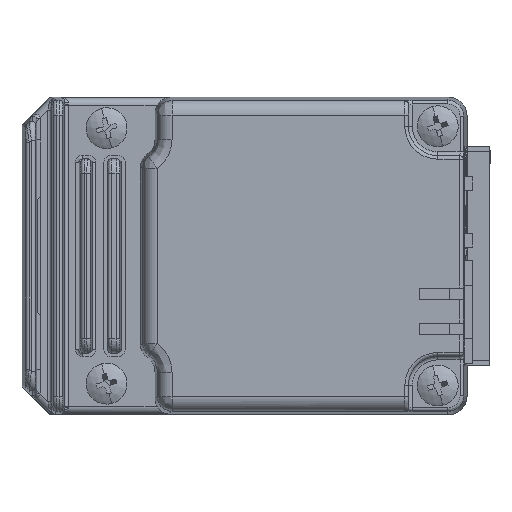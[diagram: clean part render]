
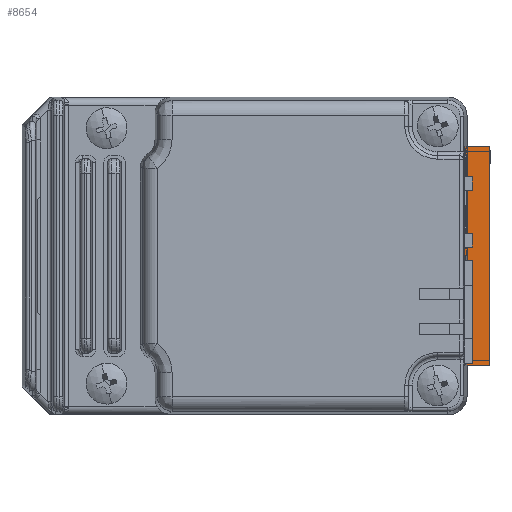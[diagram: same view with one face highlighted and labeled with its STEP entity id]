
A CAD part, front view. The second image highlights one B-rep face of the part: STEP entity #8654.
In plain terms, the highlighted planar face has unit normal (0, -1, 0).
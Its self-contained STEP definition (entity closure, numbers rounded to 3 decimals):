
#120 = EDGE_CURVE ( 'NONE', #17052, #9612, #5622, .T. ) ;
#926 = LINE ( 'NONE', #1887, #14900 ) ;
#1241 = AXIS2_PLACEMENT_3D ( 'NONE', #5604, #14771, #6917 ) ;
#1887 = CARTESIAN_POINT ( 'NONE',  ( 46.069, -73.208, 68.3 ) ) ;
#2303 = CARTESIAN_POINT ( 'NONE',  ( 33.369, -73.208, 39.5 ) ) ;
#2469 = EDGE_CURVE ( 'NONE', #13587, #9608, #9127, .T. ) ;
#2721 = ORIENTED_EDGE ( 'NONE', *, *, #9297, .F. ) ;
#3130 = ORIENTED_EDGE ( 'NONE', *, *, #9868, .F. ) ;
#3637 = VERTEX_POINT ( 'NONE', #6790 ) ;
#4392 = VECTOR ( 'NONE', #7365, 1000. ) ;
#4569 = CARTESIAN_POINT ( 'NONE',  ( 46.069, -73.208, 39.5 ) ) ;
#4886 = VECTOR ( 'NONE', #16349, 1000. ) ;
#5115 = EDGE_CURVE ( 'NONE', #13587, #15636, #10088, .T. ) ;
#5214 = DIRECTION ( 'NONE',  ( 0., 0., -1. ) ) ;
#5604 = CARTESIAN_POINT ( 'NONE',  ( 46.069, -73.208, 69.5 ) ) ;
#5611 = VECTOR ( 'NONE', #7830, 1000. ) ;
#5616 = LINE ( 'NONE', #16100, #7904 ) ;
#5622 = LINE ( 'NONE', #7186, #4392 ) ;
#5807 = DIRECTION ( 'NONE',  ( -1., 0., 0. ) ) ;
#5877 = CARTESIAN_POINT ( 'NONE',  ( 33.369, -73.208, 69.5 ) ) ;
#6790 = CARTESIAN_POINT ( 'NONE',  ( 36.469, -73.208, 68.3 ) ) ;
#6917 = DIRECTION ( 'NONE',  ( 0., 0., 1. ) ) ;
#6947 = DIRECTION ( 'NONE',  ( 0., 0., 1. ) ) ;
#6950 = CARTESIAN_POINT ( 'NONE',  ( 46.069, -73.208, 39.5 ) ) ;
#7186 = CARTESIAN_POINT ( 'NONE',  ( 46.069, -73.208, 40.7 ) ) ;
#7365 = DIRECTION ( 'NONE',  ( 1., 0., 0. ) ) ;
#7443 = CARTESIAN_POINT ( 'NONE',  ( 33.369, -73.208, 40.7 ) ) ;
#7487 = CARTESIAN_POINT ( 'NONE',  ( 46.069, -73.208, 69.5 ) ) ;
#7558 = CARTESIAN_POINT ( 'NONE',  ( 46.069, -73.208, 69.5 ) ) ;
#7830 = DIRECTION ( 'NONE',  ( 1., 0., 0. ) ) ;
#7904 = VECTOR ( 'NONE', #6947, 1000. ) ;
#8077 = EDGE_CURVE ( 'NONE', #17052, #16235, #16300, .T. ) ;
#8298 = ORIENTED_EDGE ( 'NONE', *, *, #120, .F. ) ;
#8380 = LINE ( 'NONE', #4569, #4886 ) ;
#8650 = DIRECTION ( 'NONE',  ( 0., 0., -1. ) ) ;
#8654 = ADVANCED_FACE ( 'NONE', ( #12009 ), #12145, .F. ) ;
#9127 = LINE ( 'NONE', #9141, #5611 ) ;
#9141 = CARTESIAN_POINT ( 'NONE',  ( 46.069, -73.208, 69.5 ) ) ;
#9297 = EDGE_CURVE ( 'NONE', #12574, #16235, #8380, .T. ) ;
#9608 = VERTEX_POINT ( 'NONE', #7558 ) ;
#9612 = VERTEX_POINT ( 'NONE', #16687 ) ;
#9868 = EDGE_CURVE ( 'NONE', #3637, #15636, #926, .T. ) ;
#10088 = LINE ( 'NONE', #16440, #17016 ) ;
#10339 = ORIENTED_EDGE ( 'NONE', *, *, #2469, .F. ) ;
#11428 = LINE ( 'NONE', #7487, #14874 ) ;
#11762 = CARTESIAN_POINT ( 'NONE',  ( 33.369, -73.208, 69.5 ) ) ;
#12009 = FACE_OUTER_BOUND ( 'NONE', #14482, .T. ) ;
#12145 = PLANE ( 'NONE',  #1241 ) ;
#12574 = VERTEX_POINT ( 'NONE', #6950 ) ;
#12863 = VECTOR ( 'NONE', #5214, 1000. ) ;
#13587 = VERTEX_POINT ( 'NONE', #5877 ) ;
#13675 = EDGE_CURVE ( 'NONE', #9608, #12574, #11428, .T. ) ;
#14482 = EDGE_LOOP ( 'NONE', ( #2721, #15836, #10339, #16465, #3130, #16158, #8298, #14712 ) ) ;
#14712 = ORIENTED_EDGE ( 'NONE', *, *, #8077, .T. ) ;
#14771 = DIRECTION ( 'NONE',  ( 0., 1., 0. ) ) ;
#14874 = VECTOR ( 'NONE', #15330, 1000. ) ;
#14881 = EDGE_CURVE ( 'NONE', #9612, #3637, #5616, .T. ) ;
#14900 = VECTOR ( 'NONE', #5807, 1000. ) ;
#15330 = DIRECTION ( 'NONE',  ( 0., 0., -1. ) ) ;
#15636 = VERTEX_POINT ( 'NONE', #16031 ) ;
#15836 = ORIENTED_EDGE ( 'NONE', *, *, #13675, .F. ) ;
#16031 = CARTESIAN_POINT ( 'NONE',  ( 33.369, -73.208, 68.3 ) ) ;
#16100 = CARTESIAN_POINT ( 'NONE',  ( 36.469, -73.208, 40.7 ) ) ;
#16158 = ORIENTED_EDGE ( 'NONE', *, *, #14881, .F. ) ;
#16235 = VERTEX_POINT ( 'NONE', #2303 ) ;
#16300 = LINE ( 'NONE', #11762, #12863 ) ;
#16349 = DIRECTION ( 'NONE',  ( -1., 0., 0. ) ) ;
#16440 = CARTESIAN_POINT ( 'NONE',  ( 33.369, -73.208, 69.5 ) ) ;
#16465 = ORIENTED_EDGE ( 'NONE', *, *, #5115, .T. ) ;
#16687 = CARTESIAN_POINT ( 'NONE',  ( 36.469, -73.208, 40.7 ) ) ;
#17016 = VECTOR ( 'NONE', #8650, 1000. ) ;
#17052 = VERTEX_POINT ( 'NONE', #7443 ) ;
